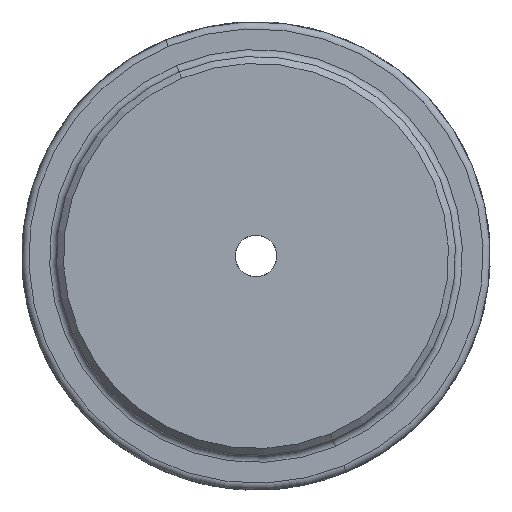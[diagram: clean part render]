
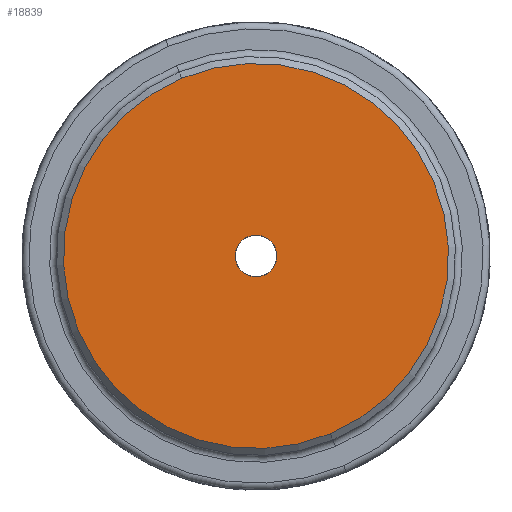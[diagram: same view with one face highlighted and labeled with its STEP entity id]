
A CAD part, left-side view. The second image highlights one B-rep face of the part: STEP entity #18839.
In plain terms, the highlighted face is planar.
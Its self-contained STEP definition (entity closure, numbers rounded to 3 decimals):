
#18135=CARTESIAN_POINT('',(0.,0.,0.));
#18136=DIRECTION('',(0.,0.,1.));
#18137=DIRECTION('',(-1.,0.,0.));
#18138=AXIS2_PLACEMENT_3D('',#18135,#18136,#18137);
#18144=CARTESIAN_POINT('',(0.,0.,0.));
#18145=DIRECTION('',(0.,0.,1.));
#18146=DIRECTION('',(1.,0.,0.));
#18147=AXIS2_PLACEMENT_3D('',#18144,#18145,#18146);
#18158=CARTESIAN_POINT('',(0.,0.,0.));
#18159=DIRECTION('',(0.,0.,1.));
#18160=DIRECTION('',(-1.,0.,0.));
#18161=AXIS2_PLACEMENT_3D('',#18158,#18159,#18160);
#18163=CARTESIAN_POINT('',(0.,0.,0.));
#18164=DIRECTION('',(0.,0.,1.));
#18165=DIRECTION('',(1.,0.,0.));
#18166=AXIS2_PLACEMENT_3D('',#18163,#18164,#18165);
#18222=CARTESIAN_POINT('',(55.5,0.,0.));
#18223=CARTESIAN_POINT('',(-55.5,0.,0.));
#18224=VERTEX_POINT('',#18222);
#18225=VERTEX_POINT('',#18223);
#18252=CARTESIAN_POINT('',(6.,0.,0.));
#18253=CARTESIAN_POINT('',(-6.,0.,0.));
#18254=VERTEX_POINT('',#18252);
#18255=VERTEX_POINT('',#18253);
#18824=CARTESIAN_POINT('',(0.,0.,0.));
#18825=DIRECTION('',(0.,0.,1.));
#18826=DIRECTION('',(1.,0.,0.));
#18827=AXIS2_PLACEMENT_3D('',#18824,#18825,#18826);
#18828=PLANE('',#18827);
#18830=ORIENTED_EDGE('',*,*,#18829,.T.);
#18832=ORIENTED_EDGE('',*,*,#18831,.T.);
#18833=EDGE_LOOP('',(#18830,#18832));
#18834=FACE_OUTER_BOUND('',#18833,.F.);
#18835=ORIENTED_EDGE('',*,*,#18817,.F.);
#18836=ORIENTED_EDGE('',*,*,#18804,.F.);
#18837=EDGE_LOOP('',(#18835,#18836));
#18838=FACE_BOUND('',#18837,.F.);
#18839=ADVANCED_FACE('',(#18834,#18838),#18828,.F.);
#18139=CIRCLE('',#18138,6.);
#18148=CIRCLE('',#18147,6.);
#18162=CIRCLE('',#18161,55.5);
#18167=CIRCLE('',#18166,55.5);
#18804=EDGE_CURVE('',#18255,#18254,#18139,.T.);
#18817=EDGE_CURVE('',#18254,#18255,#18148,.T.);
#18829=EDGE_CURVE('',#18225,#18224,#18162,.T.);
#18831=EDGE_CURVE('',#18224,#18225,#18167,.T.);
